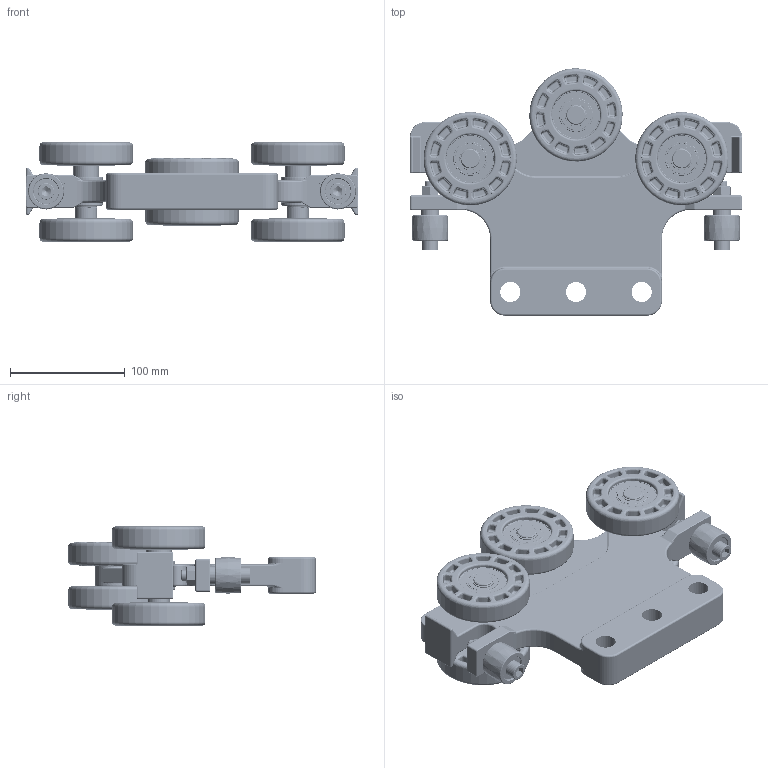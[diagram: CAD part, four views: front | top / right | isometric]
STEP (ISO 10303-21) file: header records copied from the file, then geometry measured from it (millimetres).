
FILE_DESCRIPTION((''),'2;1');
FILE_NAME('20071 112C 2000LB RL 500LB KU.stp','2011-03-18T10:00:22',('jholman'),(''),'Autodesk Inventor 2011','Autodesk Inventor 2011','');
FILE_SCHEMA(('AUTOMOTIVE_DESIGN { 1 0 10303 214 1 1 1 1 }'));
Length unit declared in the file: inch
Products named in the file (16): 20071; 3D11B4B4C; 3D11JDF4B; 3D11I6B4A; 3D11H6B4A; Hex Nut - UNC (Regular Thread - Inch) 3/8 - 16; 57141; 32045; 3D11HDF4B; 3D11IDF4A; 3D11ODF4B; 3D11KDF4A; 3D11MDF4A; 3D11LDF4A; 3D11NDF4A; Unbrako UNC Hex Socket Cap - Inch 3/8 x 2
Assembly tree (32 placements, depth 3):
  20071
    3D11B4B4C
    3D11JDF4B  x2
    3D11I6B4A  x3
    3D11H6B4A  x6
    Hex Nut - UNC (Regular Thread - Inch) 3/8 - 16  x2
    57141
    32045  x6
      3D11HDF4B
      3D11IDF4A
    3D11ODF4B  x2
      3D11KDF4A
      3D11MDF4A
      3D11LDF4A
      3D11NDF4A
    Unbrako UNC Hex Socket Cap - Inch 3/8 x 2  x2
Bounding box: 288.93 x 215.22 x 87.23 mm (x, y, z)
Volume: 1229351 mm3; surface area: 299646.6 mm2
Topology: 37 solids, 39 shells, 6115 faces, 14086 edges, 7700 vertices
Faces by surface type: plane 1584, bspline 1550, torus 1094, cylinder 874, sphere 646, cone 367
Full cylindrical faces by diameter (mm): 1.016 x12, 1.321 x6, 7.798 x2, 9.525 x10, 9.754 x2, 12.7 x4, 14.3 x2, 15.392 x2, 15.875 x2, 15.977 x4, 16.954 x12, 16.993 x6, 17.463 x3, 17.78 x2, 17.882 x3, 19.05 x11, 22.098 x4, 22.174 x4, 22.225 x7, 26.594 x12, 26.797 x12, 28.575 x4, 34.925 x1, 41.707 x12, 41.91 x12, 42.238 x12, 46.99 x6, 47 x6, 81.28 x6
Entity records: 47939 total; most frequent: CARTESIAN_POINT 17286, DIRECTION 6178, ORIENTED_EDGE 6050, EDGE_CURVE 3025, AXIS2_PLACEMENT_3D 2693, VERTEX_POINT 1793, EDGE_LOOP 1708, CIRCLE 1502
